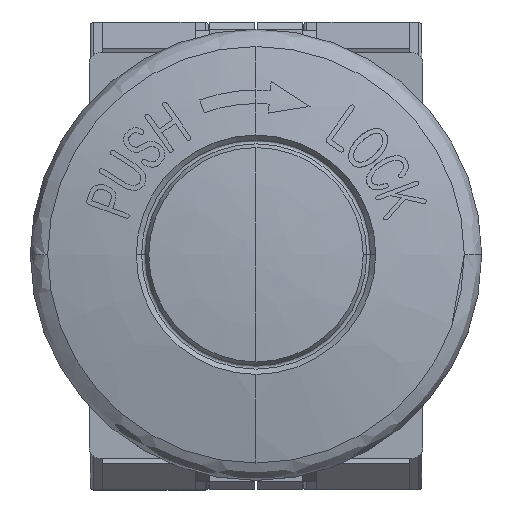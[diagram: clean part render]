
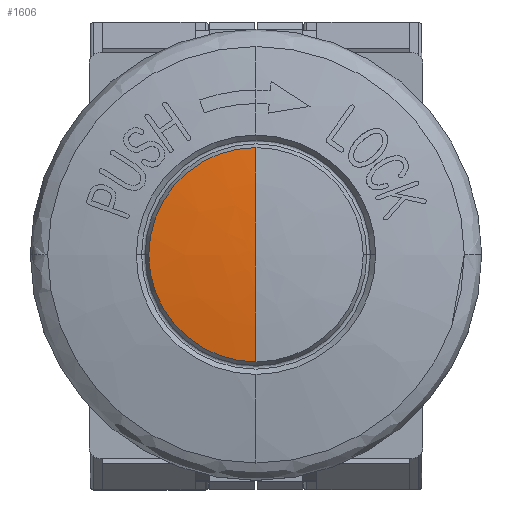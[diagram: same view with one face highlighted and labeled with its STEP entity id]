
A CAD part, top view. The second image highlights one B-rep face of the part: STEP entity #1606.
In plain terms, the highlighted free-form (B-spline) face has degree [3, 3] with [4, 4] control points.
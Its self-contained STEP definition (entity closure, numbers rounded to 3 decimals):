
#304 = CARTESIAN_POINT ( 'NONE',  ( 0., 0., -80. ) ) ;
#963 = CIRCLE ( 'NONE', #16266, 80. ) ;
#1240 = DIRECTION ( 'NONE',  ( 0., 0., 1. ) ) ;
#1606 = ADVANCED_FACE ( 'NONE', ( #24836 ), #9613, .F. ) ;
#1826 = CIRCLE ( 'NONE', #17112, 9.501 ) ;
#1940 = CARTESIAN_POINT ( 'NONE',  ( 0., 0., -80. ) ) ;
#1969 = CARTESIAN_POINT ( 'NONE',  ( -12.694, 6.347, -0.189 ) ) ;
#3156 = AXIS2_PLACEMENT_3D ( 'NONE', #19989, #1240, #9594 ) ;
#4032 = CARTESIAN_POINT ( 'NONE',  ( -19.002, -9.501, -0.566 ) ) ;
#4163 = CARTESIAN_POINT ( 'NONE',  ( 0., 0., 0. ) ) ;
#4398 = DIRECTION ( 'NONE',  ( 0., 0., 1. ) ) ;
#4409 = EDGE_LOOP ( 'NONE', ( #16108, #21163, #18141, #23267 ) ) ;
#5686 = CARTESIAN_POINT ( 'NONE',  ( 0., 0., 0. ) ) ;
#6216 = CARTESIAN_POINT ( 'NONE',  ( 0., 0., 0. ) ) ;
#6684 = CARTESIAN_POINT ( 'NONE',  ( 0., -9.501, -0.566 ) ) ;
#8266 = CARTESIAN_POINT ( 'NONE',  ( -6.353, 3.176, 0. ) ) ;
#8566 = VERTEX_POINT ( 'NONE', #20908 ) ;
#8662 = DIRECTION ( 'NONE',  ( 1., 0., 0. ) ) ;
#9594 = DIRECTION ( 'NONE',  ( -1., 0., 0. ) ) ;
#9613 =( BOUNDED_SURFACE ( )  B_SPLINE_SURFACE ( 3, 3, ( 
 ( #14434, #22781, #4032, #12385 ),
 ( #20725, #1969, #10328, #18661 ),
 ( #27023, #8266, #16607, #24966 ),
 ( #6216, #14563, #22911, #4163 ) ),
 .UNSPECIFIED., .F., .F., .T. ) 
 B_SPLINE_SURFACE_WITH_KNOTS ( ( 4, 4 ),
 ( 4, 4 ),
 ( 0., 1. ),
 ( 0., 1. ),
 .UNSPECIFIED. ) 
 GEOMETRIC_REPRESENTATION_ITEM ( )  RATIONAL_B_SPLINE_SURFACE ( (
 ( 1., 0.333, 0.333, 1.),
 ( 0.999, 0.333, 0.333, 0.999),
 ( 0.999, 0.333, 0.333, 0.999),
 ( 1., 0.333, 0.333, 1.) ) ) 
 REPRESENTATION_ITEM ( '' )  SURFACE ( )  );
#10194 = EDGE_CURVE ( 'NONE', #17460, #14889, #22173, .T. ) ;
#10296 = DIRECTION ( 'NONE',  ( -1., 0., 0. ) ) ;
#10328 = CARTESIAN_POINT ( 'NONE',  ( -12.694, -6.347, -0.189 ) ) ;
#10371 = AXIS2_PLACEMENT_3D ( 'NONE', #304, #8662, #17003 ) ;
#10714 = VERTEX_POINT ( 'NONE', #6684 ) ;
#12385 = CARTESIAN_POINT ( 'NONE',  ( 0., -9.501, -0.566 ) ) ;
#12746 = DIRECTION ( 'NONE',  ( -1., 0., 0. ) ) ;
#14434 = CARTESIAN_POINT ( 'NONE',  ( 0., 9.501, -0.566 ) ) ;
#14563 = CARTESIAN_POINT ( 'NONE',  ( 0., 0., 0. ) ) ;
#14889 = VERTEX_POINT ( 'NONE', #5686 ) ;
#14957 = CIRCLE ( 'NONE', #3156, 9.501 ) ;
#16108 = ORIENTED_EDGE ( 'NONE', *, *, #23284, .T. ) ;
#16266 = AXIS2_PLACEMENT_3D ( 'NONE', #1940, #10296, #18635 ) ;
#16607 = CARTESIAN_POINT ( 'NONE',  ( -6.353, -3.176, 0. ) ) ;
#17003 = DIRECTION ( 'NONE',  ( 0., 0., -1. ) ) ;
#17112 = AXIS2_PLACEMENT_3D ( 'NONE', #23147, #4398, #12746 ) ;
#17460 = VERTEX_POINT ( 'NONE', #23784 ) ;
#18141 = ORIENTED_EDGE ( 'NONE', *, *, #10194, .F. ) ;
#18635 = DIRECTION ( 'NONE',  ( 0., 0., -1. ) ) ;
#18661 = CARTESIAN_POINT ( 'NONE',  ( 0., -6.347, -0.189 ) ) ;
#19989 = CARTESIAN_POINT ( 'NONE',  ( 0., 0., -0.566 ) ) ;
#20725 = CARTESIAN_POINT ( 'NONE',  ( 0., 6.347, -0.189 ) ) ;
#20908 = CARTESIAN_POINT ( 'NONE',  ( -9.501, 0., -0.566 ) ) ;
#21163 = ORIENTED_EDGE ( 'NONE', *, *, #23133, .T. ) ;
#22173 = CIRCLE ( 'NONE', #10371, 80. ) ;
#22781 = CARTESIAN_POINT ( 'NONE',  ( -19.002, 9.501, -0.566 ) ) ;
#22911 = CARTESIAN_POINT ( 'NONE',  ( 0., 0., 0. ) ) ;
#23133 = EDGE_CURVE ( 'NONE', #10714, #14889, #963, .T. ) ;
#23147 = CARTESIAN_POINT ( 'NONE',  ( 0., 0., -0.566 ) ) ;
#23267 = ORIENTED_EDGE ( 'NONE', *, *, #25399, .T. ) ;
#23284 = EDGE_CURVE ( 'NONE', #8566, #10714, #14957, .T. ) ;
#23784 = CARTESIAN_POINT ( 'NONE',  ( 0., 9.501, -0.566 ) ) ;
#24836 = FACE_OUTER_BOUND ( 'NONE', #4409, .T. ) ;
#24966 = CARTESIAN_POINT ( 'NONE',  ( 0., -3.176, 0. ) ) ;
#25399 = EDGE_CURVE ( 'NONE', #17460, #8566, #1826, .T. ) ;
#27023 = CARTESIAN_POINT ( 'NONE',  ( 0., 3.176, 0. ) ) ;
